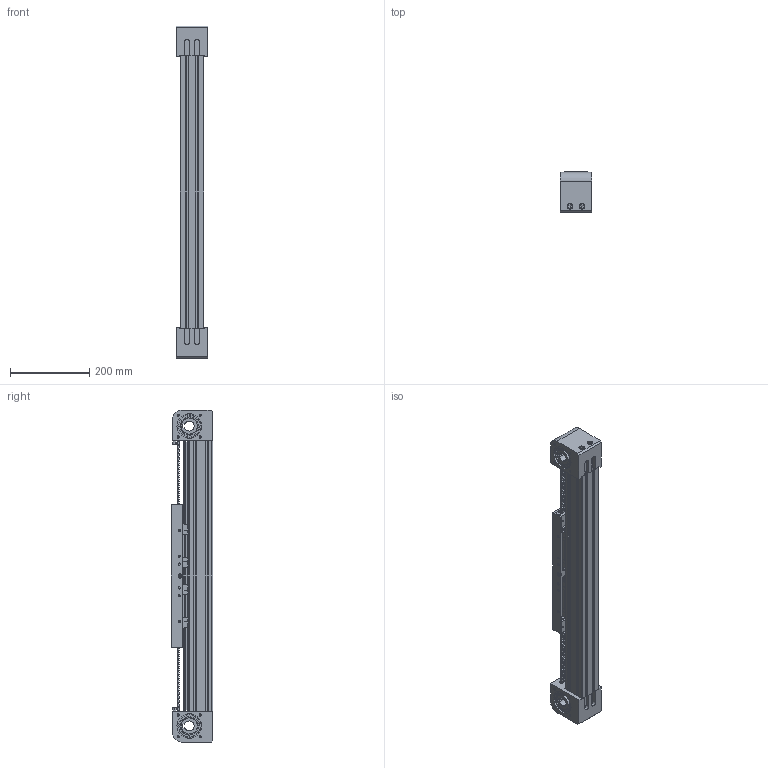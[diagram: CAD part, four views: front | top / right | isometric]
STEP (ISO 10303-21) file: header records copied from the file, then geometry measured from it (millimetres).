
FILE_DESCRIPTION (( 'STEP AP214' ), '1' );
FILE_NAME ('BLM60-300.STEP', '2023-02-28T07:49:57', ( '' ), ( '' ), 'SwSTEP 2.0', 'SolidWorks 2023', '' );
FILE_SCHEMA (( 'AUTOMOTIVE_DESIGN' ));
Length unit declared in the file: millimetre
Products named in the file (1): BLM60-300
Bounding box: 80 x 104 x 836 mm (x, y, z)
Volume: 3714398 mm3; surface area: 844680.7 mm2
Topology: 117 solids, 117 shells, 3024 faces, 7994 edges, 5120 vertices
Faces by surface type: plane 1474, cylinder 1182, torus 176, sphere 116, cone 52, bspline 24
Entity records: 130779 total; most frequent: CARTESIAN_POINT 20669, DIRECTION 16366, ORIENTED_EDGE 15284, EDGE_CURVE 7642, AXIS2_PLACEMENT_3D 5889, VERTEX_POINT 5008, LINE 4588, VECTOR 4588
